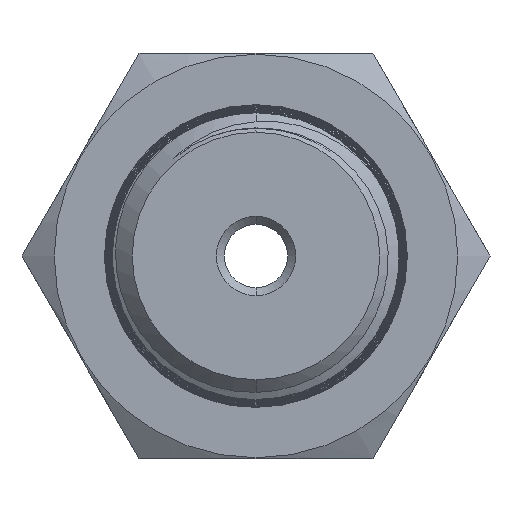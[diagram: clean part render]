
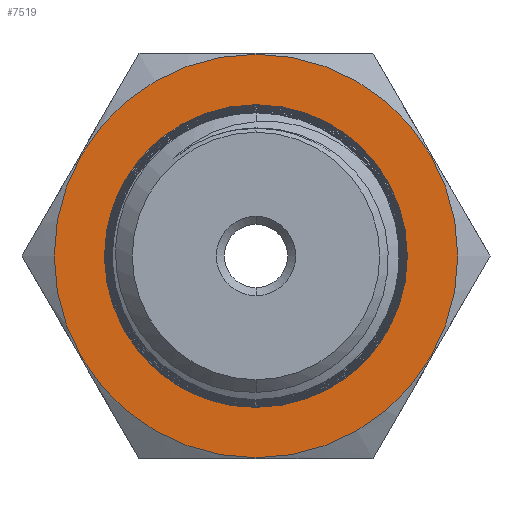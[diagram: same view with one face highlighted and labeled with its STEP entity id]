
A CAD part, left-side view. The second image highlights one B-rep face of the part: STEP entity #7519.
In plain terms, the highlighted planar face has unit normal (-1, 0, 0).
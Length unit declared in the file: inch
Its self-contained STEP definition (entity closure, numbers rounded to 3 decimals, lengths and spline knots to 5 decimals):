
#370 = CARTESIAN_POINT ( 'NONE',  ( 0.87, 0., 0. ) ) ;
#2163 = EDGE_CURVE ( 'NONE', #10480, #4541, #5119, .T. ) ;
#2381 = CIRCLE ( 'NONE', #7746, 0.56 ) ;
#2679 = EDGE_CURVE ( 'NONE', #5139, #12863, #2381, .T. ) ;
#2778 = DIRECTION ( 'NONE',  ( -1., 0., 0. ) ) ;
#3304 = CIRCLE ( 'NONE', #11370, 0.56 ) ;
#3336 = DIRECTION ( 'NONE',  ( 0., 0., 1. ) ) ;
#4086 = CARTESIAN_POINT ( 'NONE',  ( 0.87, 0., 0. ) ) ;
#4337 = CARTESIAN_POINT ( 'NONE',  ( 0.87, 0., 0. ) ) ;
#4541 = VERTEX_POINT ( 'NONE', #8581 ) ;
#4965 = DIRECTION ( 'NONE',  ( 0., 0., 1. ) ) ;
#5013 = PLANE ( 'NONE',  #12172 ) ;
#5119 = CIRCLE ( 'NONE', #11184, 0.42 ) ;
#5139 = VERTEX_POINT ( 'NONE', #12240 ) ;
#5318 = ORIENTED_EDGE ( 'NONE', *, *, #7150, .T. ) ;
#5808 = ORIENTED_EDGE ( 'NONE', *, *, #12362, .F. ) ;
#6029 = DIRECTION ( 'NONE',  ( 0., 0., -1. ) ) ;
#6052 = FACE_BOUND ( 'NONE', #15036, .T. ) ;
#6786 = FACE_OUTER_BOUND ( 'NONE', #12931, .T. ) ;
#7099 = ORIENTED_EDGE ( 'NONE', *, *, #2163, .F. ) ;
#7150 = EDGE_CURVE ( 'NONE', #12863, #5139, #3304, .T. ) ;
#7425 = DIRECTION ( 'NONE',  ( 1., 0., 0. ) ) ;
#7519 = ADVANCED_FACE ( 'NONE', ( #6786, #6052 ), #5013, .F. ) ;
#7746 = AXIS2_PLACEMENT_3D ( 'NONE', #370, #11996, #4965 ) ;
#7776 = DIRECTION ( 'NONE',  ( -1., 0., 0. ) ) ;
#8581 = CARTESIAN_POINT ( 'NONE',  ( 0.87, 0., -0.42 ) ) ;
#9228 = CARTESIAN_POINT ( 'NONE',  ( 0.87, 0., 0. ) ) ;
#9534 = AXIS2_PLACEMENT_3D ( 'NONE', #9228, #10352, #3336 ) ;
#10352 = DIRECTION ( 'NONE',  ( -1., 0., 0. ) ) ;
#10480 = VERTEX_POINT ( 'NONE', #11872 ) ;
#10812 = CARTESIAN_POINT ( 'NONE',  ( 0.87, 0.5, 0. ) ) ;
#10952 = ORIENTED_EDGE ( 'NONE', *, *, #2679, .T. ) ;
#11184 = AXIS2_PLACEMENT_3D ( 'NONE', #4086, #2778, #13473 ) ;
#11370 = AXIS2_PLACEMENT_3D ( 'NONE', #4337, #7776, #12547 ) ;
#11872 = CARTESIAN_POINT ( 'NONE',  ( 0.87, 0., 0.42 ) ) ;
#11996 = DIRECTION ( 'NONE',  ( -1., 0., 0. ) ) ;
#12172 = AXIS2_PLACEMENT_3D ( 'NONE', #10812, #7425, #6029 ) ;
#12240 = CARTESIAN_POINT ( 'NONE',  ( 0.87, 0., -0.56 ) ) ;
#12362 = EDGE_CURVE ( 'NONE', #4541, #10480, #13158, .T. ) ;
#12547 = DIRECTION ( 'NONE',  ( 0., 0., 1. ) ) ;
#12863 = VERTEX_POINT ( 'NONE', #14771 ) ;
#12931 = EDGE_LOOP ( 'NONE', ( #10952, #5318 ) ) ;
#13158 = CIRCLE ( 'NONE', #9534, 0.42 ) ;
#13473 = DIRECTION ( 'NONE',  ( 0., 0., 1. ) ) ;
#14771 = CARTESIAN_POINT ( 'NONE',  ( 0.87, 0., 0.56 ) ) ;
#15036 = EDGE_LOOP ( 'NONE', ( #7099, #5808 ) ) ;
